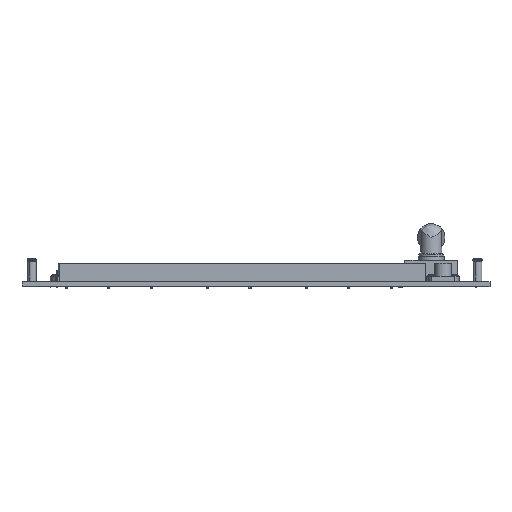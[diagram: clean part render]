
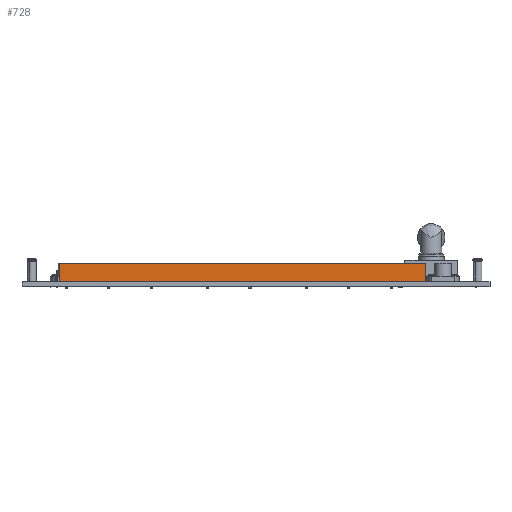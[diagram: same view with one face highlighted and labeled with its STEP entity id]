
A CAD part, top view. The second image highlights one B-rep face of the part: STEP entity #728.
In plain terms, the highlighted face is planar.
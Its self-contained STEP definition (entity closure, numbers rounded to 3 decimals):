
#420 = EDGE_CURVE ( 'NONE', #4454, #11803, #6020, .T. ) ;
#728 = ADVANCED_FACE ( 'NONE', ( #16869 ), #10891, .T. ) ;
#2174 = VECTOR ( 'NONE', #7876, 1000. ) ;
#3994 = CARTESIAN_POINT ( 'NONE',  ( 0., 0., 0. ) ) ;
#4454 = VERTEX_POINT ( 'NONE', #16574 ) ;
#5460 = EDGE_CURVE ( 'NONE', #20116, #4454, #5852, .T. ) ;
#5852 = LINE ( 'NONE', #9782, #2174 ) ;
#6020 = LINE ( 'NONE', #12200, #8894 ) ;
#7308 = AXIS2_PLACEMENT_3D ( 'NONE', #18661, #12529, #9114 ) ;
#7876 = DIRECTION ( 'NONE',  ( 0., 0., 1. ) ) ;
#8733 = CARTESIAN_POINT ( 'NONE',  ( 0., 0., -395. ) ) ;
#8894 = VECTOR ( 'NONE', #10286, 1000. ) ;
#9114 = DIRECTION ( 'NONE',  ( 0., 0., 1. ) ) ;
#9782 = CARTESIAN_POINT ( 'NONE',  ( 0., 20., -395. ) ) ;
#10286 = DIRECTION ( 'NONE',  ( 0., -1., 0. ) ) ;
#10891 = PLANE ( 'NONE',  #7308 ) ;
#11803 = VERTEX_POINT ( 'NONE', #3994 ) ;
#12200 = CARTESIAN_POINT ( 'NONE',  ( 0., 0., 0. ) ) ;
#12529 = DIRECTION ( 'NONE',  ( -1., 0., 0. ) ) ;
#13728 = VECTOR ( 'NONE', #16496, 1000. ) ;
#13868 = CARTESIAN_POINT ( 'NONE',  ( 0., 0., -395. ) ) ;
#13872 = LINE ( 'NONE', #21687, #22879 ) ;
#14289 = ORIENTED_EDGE ( 'NONE', *, *, #16444, .T. ) ;
#14620 = ORIENTED_EDGE ( 'NONE', *, *, #420, .F. ) ;
#14659 = DIRECTION ( 'NONE',  ( 0., 0., 1. ) ) ;
#16444 = EDGE_CURVE ( 'NONE', #23672, #11803, #13872, .T. ) ;
#16466 = CARTESIAN_POINT ( 'NONE',  ( 0., 20., -395. ) ) ;
#16474 = ORIENTED_EDGE ( 'NONE', *, *, #5460, .F. ) ;
#16496 = DIRECTION ( 'NONE',  ( 0., -1., 0. ) ) ;
#16574 = CARTESIAN_POINT ( 'NONE',  ( 0., 20., 0. ) ) ;
#16869 = FACE_OUTER_BOUND ( 'NONE', #18883, .T. ) ;
#18574 = EDGE_CURVE ( 'NONE', #20116, #23672, #22524, .T. ) ;
#18661 = CARTESIAN_POINT ( 'NONE',  ( 0., 0., -395. ) ) ;
#18883 = EDGE_LOOP ( 'NONE', ( #14620, #16474, #24155, #14289 ) ) ;
#20116 = VERTEX_POINT ( 'NONE', #16466 ) ;
#21687 = CARTESIAN_POINT ( 'NONE',  ( 0., 0., -395. ) ) ;
#22524 = LINE ( 'NONE', #8733, #13728 ) ;
#22879 = VECTOR ( 'NONE', #14659, 1000. ) ;
#23672 = VERTEX_POINT ( 'NONE', #13868 ) ;
#24155 = ORIENTED_EDGE ( 'NONE', *, *, #18574, .T. ) ;
